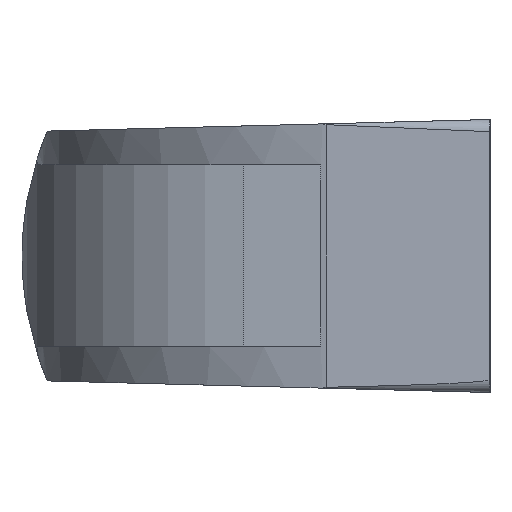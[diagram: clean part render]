
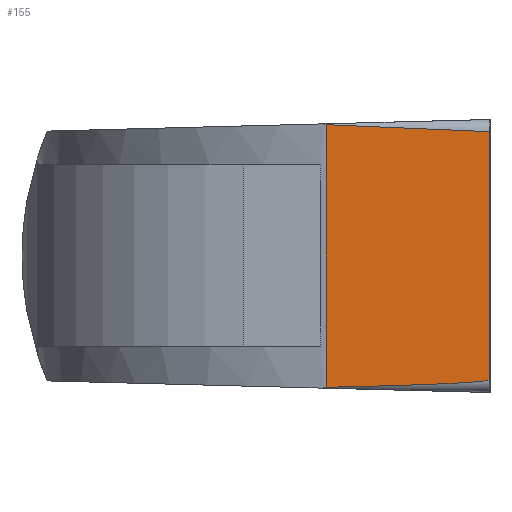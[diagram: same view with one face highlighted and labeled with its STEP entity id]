
A CAD part, left-side view. The second image highlights one B-rep face of the part: STEP entity #155.
In plain terms, the highlighted planar face has unit normal (-1, 0.016, 0).
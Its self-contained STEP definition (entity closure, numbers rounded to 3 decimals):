
#155 = ADVANCED_FACE( '', ( #315 ), #316, .F. );
#315 = FACE_OUTER_BOUND( '', #471, .T. );
#316 = PLANE( '', #472 );
#471 = EDGE_LOOP( '', ( #877, #878, #879, #880 ) );
#472 = AXIS2_PLACEMENT_3D( '', #881, #882, #883 );
#877 = ORIENTED_EDGE( '', *, *, #1042, .T. );
#878 = ORIENTED_EDGE( '', *, *, #1076, .T. );
#879 = ORIENTED_EDGE( '', *, *, #1069, .F. );
#880 = ORIENTED_EDGE( '', *, *, #1074, .T. );
#881 = CARTESIAN_POINT( '', ( -7.3, 12.6, 11.5 ) );
#882 = DIRECTION( '', ( 1., -0.016, 0. ) );
#883 = DIRECTION( '', ( 0.016, 1., 0. ) );
#1042 = EDGE_CURVE( '', #1289, #1287, #1290, .T. );
#1069 = EDGE_CURVE( '', #1325, #1326, #1327, .T. );
#1074 = EDGE_CURVE( '', #1325, #1289, #1332, .F. );
#1076 = EDGE_CURVE( '', #1287, #1326, #1334, .F. );
#1287 = VERTEX_POINT( '', #1608 );
#1289 = VERTEX_POINT( '', #1613 );
#1290 = LINE( '', #1614, #1615 );
#1325 = VERTEX_POINT( '', #1682 );
#1326 = VERTEX_POINT( '', #1683 );
#1327 = LINE( '', #1684, #1685 );
#1332 = ELLIPSE( '', #1691, 63.008, 1. );
#1334 = ELLIPSE( '', #1693, 63.008, 1. );
#1608 = CARTESIAN_POINT( '', ( -7.3, 12.6, -10.1 ) );
#1613 = CARTESIAN_POINT( '', ( -7.3, 12.6, 10.1 ) );
#1614 = CARTESIAN_POINT( '', ( -7.3, 12.6, 11.5 ) );
#1615 = VECTOR( '', #1945, 1000. );
#1682 = CARTESIAN_POINT( '', ( -7.5, 0., 9.5 ) );
#1683 = CARTESIAN_POINT( '', ( -7.5, 0., -9.5 ) );
#1684 = CARTESIAN_POINT( '', ( -7.5, 0., 11.5 ) );
#1685 = VECTOR( '', #1967, 1000. );
#1691 = AXIS2_PLACEMENT_3D( '', #1975, #1976, #1977 );
#1693 = AXIS2_PLACEMENT_3D( '', #1978, #1979, #1980 );
#1945 = DIRECTION( '', ( 0., 0., -1. ) );
#1967 = DIRECTION( '', ( 0., 0., -1. ) );
#1975 = CARTESIAN_POINT( '', ( -6.5, 63., 9.5 ) );
#1976 = DIRECTION( '', ( 1., -0.016, 0. ) );
#1977 = DIRECTION( '', ( -0.016, -1., 0. ) );
#1978 = CARTESIAN_POINT( '', ( -6.5, 63., -9.5 ) );
#1979 = DIRECTION( '', ( 1., -0.016, 0. ) );
#1980 = DIRECTION( '', ( -0.016, -1., 0. ) );
